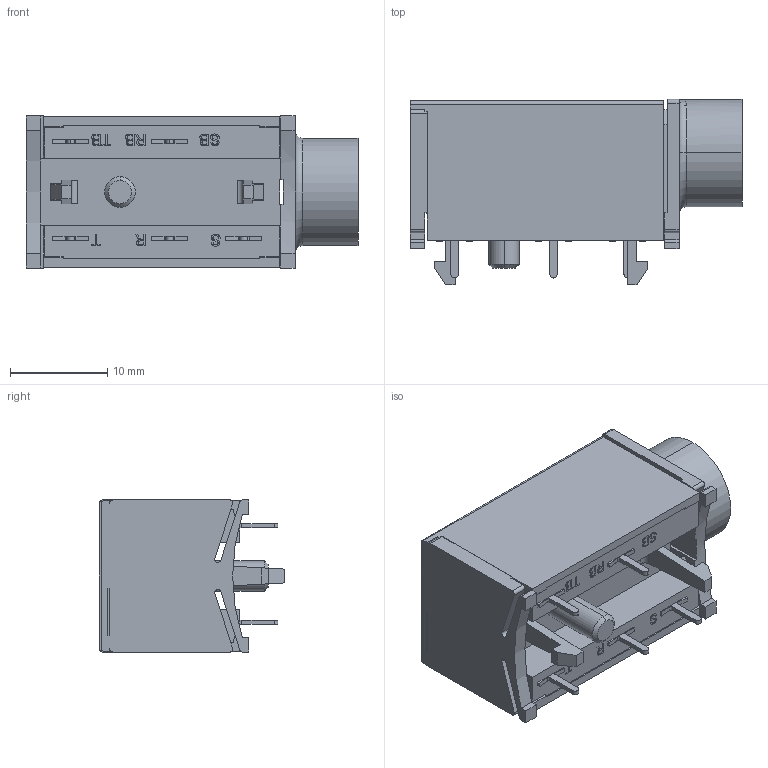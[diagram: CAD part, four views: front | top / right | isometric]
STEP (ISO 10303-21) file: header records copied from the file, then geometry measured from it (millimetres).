
FILE_DESCRIPTION (( 'STEP AP214' ), '1' );
FILE_NAME ('SN37A14B_FreeState.STEP', '2016-07-27T16:14:22', ( '' ), ( '' ), 'SwSTEP 2.0', 'SolidWorks 2014', '' );
FILE_SCHEMA (( 'AUTOMOTIVE_DESIGN' ));
Length unit declared in the file: inch
Products named in the file (1): SN37A14B_FreeState
Bounding box: 34.09 x 19.01 x 15.62 mm (x, y, z)
Volume: 5019.4 mm3; surface area: 3792.1 mm2
Topology: 1 solids, 1 shells, 591 faces, 1638 edges, 1088 vertices
Faces by surface type: plane 406, bspline 106, cylinder 72, cone 4, torus 3
Entity records: 23878 total; most frequent: CARTESIAN_POINT 9446, ORIENTED_EDGE 3272, DIRECTION 2480, EDGE_CURVE 1636, VECTOR 1194, LINE 1194, VERTEX_POINT 1088, EDGE_LOOP 644
